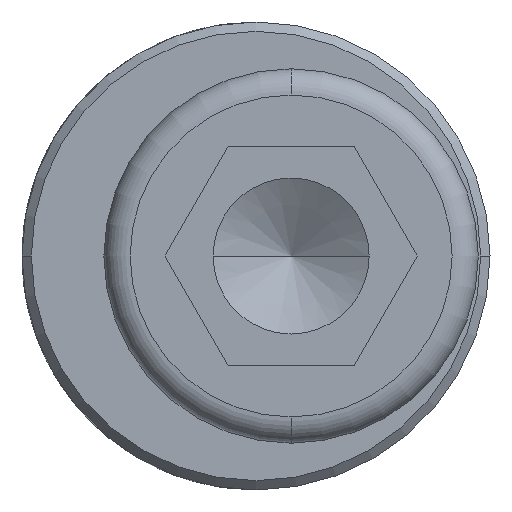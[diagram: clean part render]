
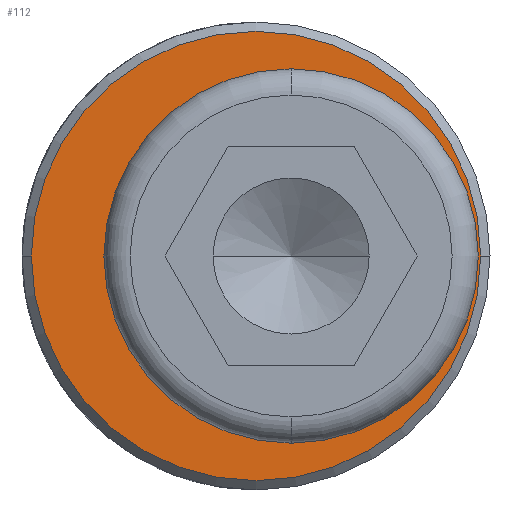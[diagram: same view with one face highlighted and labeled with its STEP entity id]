
A CAD part, left-side view. The second image highlights one B-rep face of the part: STEP entity #112.
In plain terms, the highlighted planar face has unit normal (-1, 0, 0).
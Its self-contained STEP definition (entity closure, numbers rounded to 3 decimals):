
#112=ADVANCED_FACE('',(#246,#247),#248,.T.);
#246=FACE_BOUND('',#418,.T.);
#247=FACE_OUTER_BOUND('',#419,.T.);
#248=PLANE('',#420);
#418=EDGE_LOOP('',(#631,#632));
#419=EDGE_LOOP('',(#633,#634));
#420=AXIS2_PLACEMENT_3D('',#635,#636,#637);
#631=ORIENTED_EDGE('',*,*,#966,.T.);
#632=ORIENTED_EDGE('',*,*,#964,.T.);
#633=ORIENTED_EDGE('',*,*,#978,.T.);
#634=ORIENTED_EDGE('',*,*,#952,.T.);
#635=CARTESIAN_POINT('',(0.0,2.25,0.0));
#636=DIRECTION('',(-1.0,0.0,0.0));
#637=DIRECTION('',(0.0,0.0,1.0));
#952=EDGE_CURVE('',#1115,#1113,#1116,.T.);
#964=EDGE_CURVE('',#1131,#1135,#1137,.T.);
#966=EDGE_CURVE('',#1135,#1131,#1139,.T.);
#978=EDGE_CURVE('',#1113,#1115,#1151,.T.);
#1113=VERTEX_POINT('',#1340);
#1115=VERTEX_POINT('',#1343);
#1116=CIRCLE('',#1344,14.4);
#1131=VERTEX_POINT('',#1362);
#1135=VERTEX_POINT('',#1367);
#1137=CIRCLE('',#1370,8.0);
#1139=CIRCLE('',#1372,8.0);
#1151=CIRCLE('',#1385,14.4);
#1340=CARTESIAN_POINT('',(0.0,16.65,0.0));
#1343=CARTESIAN_POINT('',(0.0,-12.15,0.));
#1344=AXIS2_PLACEMENT_3D('',#1613,#1614,#1615);
#1362=CARTESIAN_POINT('',(0.0,0.,-8.0));
#1367=CARTESIAN_POINT('',(0.0,0.,8.0));
#1370=AXIS2_PLACEMENT_3D('',#1633,#1634,#1635);
#1372=AXIS2_PLACEMENT_3D('',#1636,#1637,#1638);
#1385=AXIS2_PLACEMENT_3D('',#1655,#1656,#1657);
#1613=CARTESIAN_POINT('',(0.0,2.25,0.));
#1614=DIRECTION('',(-1.0,0.0,0.0));
#1615=DIRECTION('',(0.0,1.0,0.0));
#1633=CARTESIAN_POINT('',(0.0,0.0,0.0));
#1634=DIRECTION('',(1.0,-0.0,0.0));
#1635=DIRECTION('',(0.0,0.0,-1.0));
#1636=CARTESIAN_POINT('',(0.0,0.0,0.0));
#1637=DIRECTION('',(1.0,-0.0,0.0));
#1638=DIRECTION('',(0.0,0.0,-1.0));
#1655=CARTESIAN_POINT('',(0.0,2.25,0.));
#1656=DIRECTION('',(-1.0,0.0,0.0));
#1657=DIRECTION('',(0.0,1.0,0.0));
